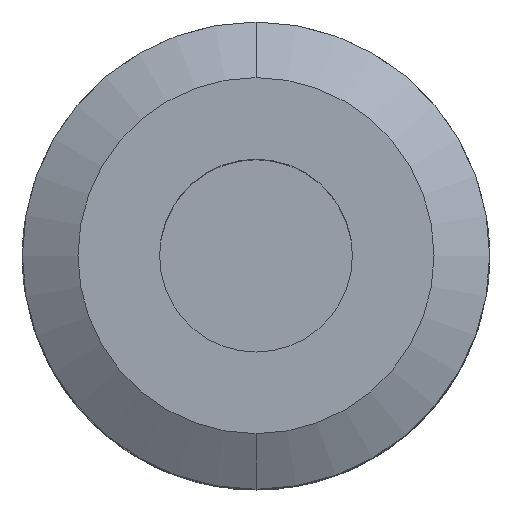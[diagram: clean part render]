
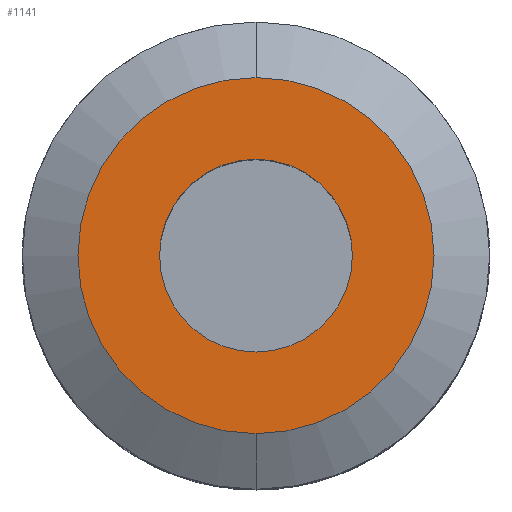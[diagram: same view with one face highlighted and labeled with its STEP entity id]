
A CAD part, top view. The second image highlights one B-rep face of the part: STEP entity #1141.
In plain terms, the highlighted planar face has unit normal (0, 0, 1).
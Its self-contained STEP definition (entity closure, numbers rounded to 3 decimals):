
#34 = DIRECTION ( 'NONE',  ( 0., 0., 1. ) ) ;
#40 = PLANE ( 'NONE',  #1517 ) ;
#179 = DIRECTION ( 'NONE',  ( 0., -1., 0. ) ) ;
#230 = EDGE_CURVE ( 'NONE', #615, #1054, #1065, .T. ) ;
#291 = ORIENTED_EDGE ( 'NONE', *, *, #230, .F. ) ;
#374 = CARTESIAN_POINT ( 'NONE',  ( 0., 0., 80. ) ) ;
#392 = FACE_BOUND ( 'NONE', #1651, .T. ) ;
#486 = CIRCLE ( 'NONE', #884, 13. ) ;
#503 = CIRCLE ( 'NONE', #1454, 13. ) ;
#520 = DIRECTION ( 'NONE',  ( -1., 0., 0. ) ) ;
#580 = ORIENTED_EDGE ( 'NONE', *, *, #1586, .T. ) ;
#585 = CARTESIAN_POINT ( 'NONE',  ( 0., 0., 80. ) ) ;
#615 = VERTEX_POINT ( 'NONE', #1699 ) ;
#636 = DIRECTION ( 'NONE',  ( 0., 0., -1. ) ) ;
#676 = CARTESIAN_POINT ( 'NONE',  ( -13., 0., 80. ) ) ;
#678 = ORIENTED_EDGE ( 'NONE', *, *, #852, .F. ) ;
#724 = DIRECTION ( 'NONE',  ( 0., 1., 0. ) ) ;
#736 = FACE_OUTER_BOUND ( 'NONE', #1467, .T. ) ;
#852 = EDGE_CURVE ( 'NONE', #1054, #615, #1783, .T. ) ;
#884 = AXIS2_PLACEMENT_3D ( 'NONE', #374, #1373, #520 ) ;
#981 = DIRECTION ( 'NONE',  ( 0., 1., 0. ) ) ;
#1015 = EDGE_CURVE ( 'NONE', #1157, #1424, #486, .T. ) ;
#1037 = AXIS2_PLACEMENT_3D ( 'NONE', #1119, #1817, #981 ) ;
#1054 = VERTEX_POINT ( 'NONE', #1369 ) ;
#1065 = CIRCLE ( 'NONE', #1037, 24. ) ;
#1119 = CARTESIAN_POINT ( 'NONE',  ( 0., 0., 80. ) ) ;
#1141 = ADVANCED_FACE ( 'NONE', ( #392, #736 ), #40, .T. ) ;
#1157 = VERTEX_POINT ( 'NONE', #1325 ) ;
#1325 = CARTESIAN_POINT ( 'NONE',  ( 13., 0., 80. ) ) ;
#1369 = CARTESIAN_POINT ( 'NONE',  ( 0., 24., 80. ) ) ;
#1373 = DIRECTION ( 'NONE',  ( 0., 0., -1. ) ) ;
#1424 = VERTEX_POINT ( 'NONE', #676 ) ;
#1454 = AXIS2_PLACEMENT_3D ( 'NONE', #1489, #636, #1624 ) ;
#1467 = EDGE_LOOP ( 'NONE', ( #678, #291 ) ) ;
#1483 = AXIS2_PLACEMENT_3D ( 'NONE', #585, #1579, #724 ) ;
#1489 = CARTESIAN_POINT ( 'NONE',  ( 0., 0., 80. ) ) ;
#1517 = AXIS2_PLACEMENT_3D ( 'NONE', #1730, #34, #179 ) ;
#1543 = ORIENTED_EDGE ( 'NONE', *, *, #1015, .T. ) ;
#1579 = DIRECTION ( 'NONE',  ( 0., 0., -1. ) ) ;
#1586 = EDGE_CURVE ( 'NONE', #1424, #1157, #503, .T. ) ;
#1624 = DIRECTION ( 'NONE',  ( -1., 0., 0. ) ) ;
#1651 = EDGE_LOOP ( 'NONE', ( #580, #1543 ) ) ;
#1699 = CARTESIAN_POINT ( 'NONE',  ( 0., -24., 80. ) ) ;
#1730 = CARTESIAN_POINT ( 'NONE',  ( 0., 24., 80. ) ) ;
#1783 = CIRCLE ( 'NONE', #1483, 24. ) ;
#1817 = DIRECTION ( 'NONE',  ( 0., 0., -1. ) ) ;
